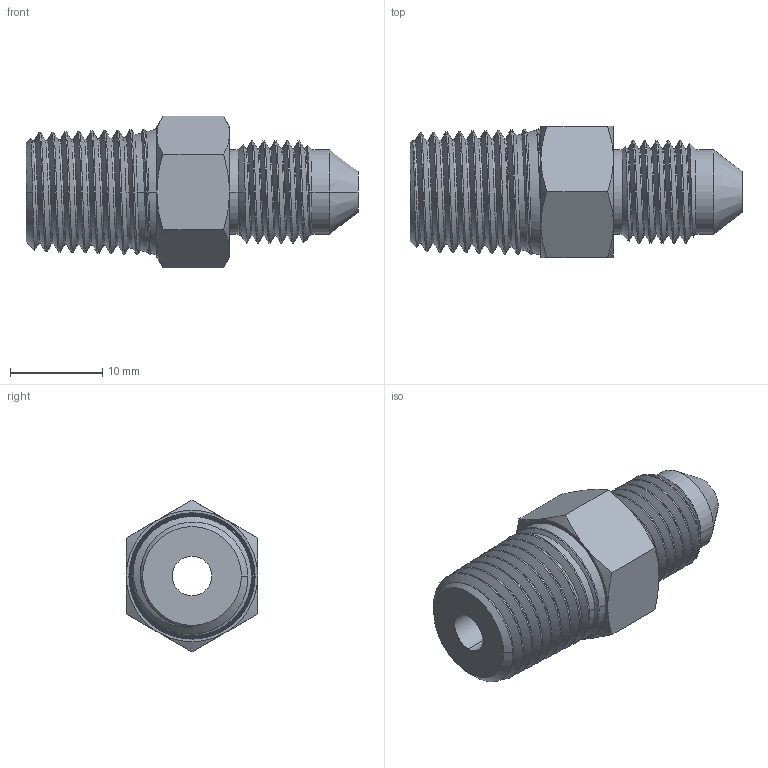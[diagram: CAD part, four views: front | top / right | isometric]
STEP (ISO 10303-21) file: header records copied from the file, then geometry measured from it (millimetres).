
FILE_DESCRIPTION(/* description */ (''),/* implementation_level */ '2;1');
FILE_NAME(/* name */ '2404-04-04.stp',/* time_stamp */ '2023-05-26T16:24:42-04:00',/* author */ ('esanner'),/* organization */ (''),/* preprocessor_version */ 'ST-DEVELOPER v19',/* originating_system */ 'AutoCAD Mechanical',/* authorisation */ '');
FILE_SCHEMA (('AUTOMOTIVE_DESIGN { 1 0 10303 214 3 1 1 }'));
Length unit declared in the file: millimetre
Products named in the file (1): Product
Bounding box: 36.07 x 14.29 x 16.5 mm (x, y, z)
Volume: 3551.6 mm3; surface area: 2578.4 mm2
Topology: 1 solids, 1 shells, 88 faces, 231 edges, 147 vertices
Faces by surface type: cone 48, cylinder 25, plane 10, bspline 5
Full cylindrical faces by diameter (mm): 9.463 x6
Entity records: 9100 total; most frequent: CARTESIAN_POINT 7205, ORIENTED_EDGE 462, DIRECTION 311, EDGE_CURVE 231, VERTEX_POINT 147, AXIS2_PLACEMENT_3D 124, EDGE_LOOP 92, FACE_OUTER_BOUND 88
